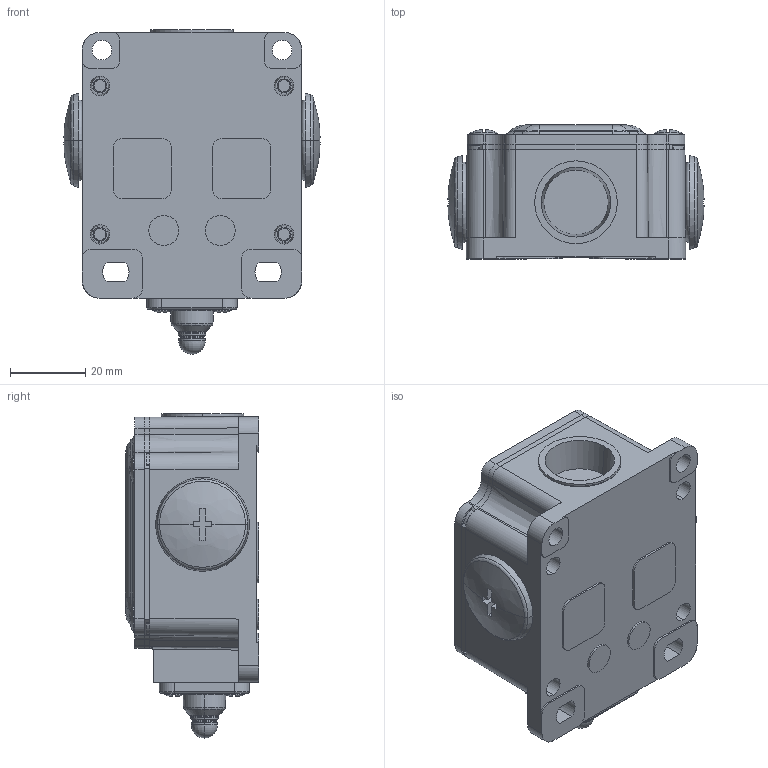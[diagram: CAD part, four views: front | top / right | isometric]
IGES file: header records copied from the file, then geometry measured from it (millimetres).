
Start section:  PTC IGES file: sn2-w_sw0001.igs
Global section: file name: sn2-w_sw0001.igs; native system: Pro/ENGINEER by Parametric Technology Corporation; preprocessor: 2003060; author: T.Bergmann; organization: Unknown; date: 050404.100348; units: millimetre
Bounding box: 68.17 x 35.6 x 86.3 mm (x, y, z)
Surface area: 26150 mm2 (no closed solid volume)
Topology: 0 solids, 0 shells, 674 faces, 3198 edges, 3164 vertices
Faces by surface type: bspline 395, revolution 275, extrusion 4
